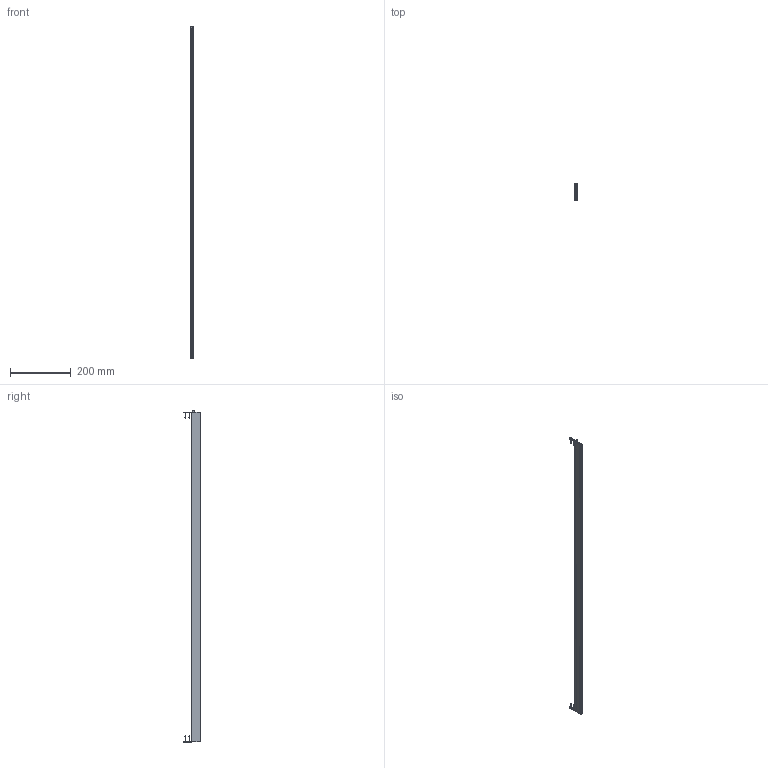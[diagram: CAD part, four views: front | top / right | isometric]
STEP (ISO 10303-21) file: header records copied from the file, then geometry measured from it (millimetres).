
FILE_DESCRIPTION (( 'STEP AP203' ), '1' );
FILE_NAME ('US1085.STEP', '2025-03-07T08:52:57', ( '' ), ( '' ), 'SwSTEP 2.0', 'SolidWorks 2023', '' );
FILE_SCHEMA (( 'CONFIG_CONTROL_DESIGN' ));
Length unit declared in the file: millimetre
Products named in the file (6): Haltewinkel_Haltewinkel TW; Schraube 3x20_01; Aussengehäuse_US_1085; Betätigungsteil_US; Innengeometrie_US; US1085
Assembly tree (9 placements, depth 2):
  US1085
    Aussengehäuse_US_1085
    Betätigungsteil_US
    Innengeometrie_US
    Haltewinkel_Haltewinkel TW  x2
    Schraube 3x20_01  x4
Bounding box: 8.2 x 57.14 x 1092 mm (x, y, z)
Volume: 169984.3 mm3; surface area: 297350.1 mm2
Topology: 26 solids, 26 shells, 1148 faces, 3172 edges, 2102 vertices
Faces by surface type: plane 536, bspline 496, cylinder 90, cone 24, torus 2
Entity records: 45504 total; most frequent: CARTESIAN_POINT 25755, ORIENTED_EDGE 4650, DIRECTION 2565, EDGE_CURVE 2325, VERTEX_POINT 1547, VECTOR 1453, LINE 1453, EDGE_LOOP 940
